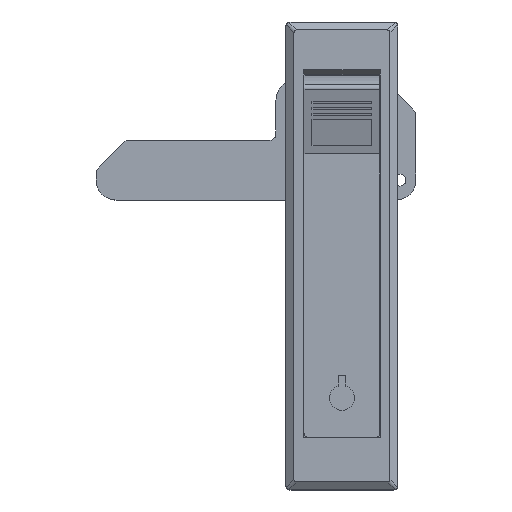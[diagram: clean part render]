
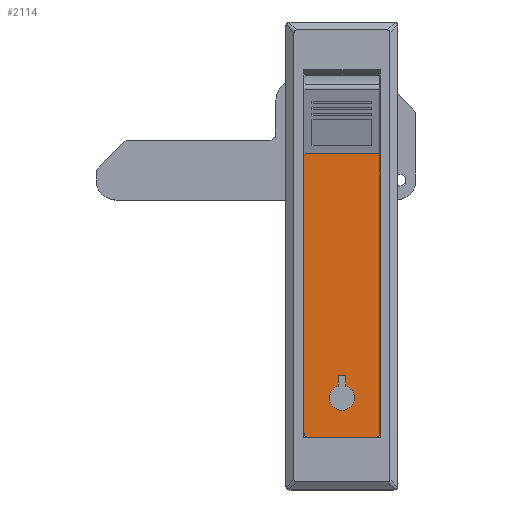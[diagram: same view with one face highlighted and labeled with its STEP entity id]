
A CAD part, top view. The second image highlights one B-rep face of the part: STEP entity #2114.
In plain terms, the highlighted face is planar.
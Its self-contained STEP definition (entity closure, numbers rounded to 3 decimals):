
#325 = CARTESIAN_POINT ( 'NONE',  ( -5.5, -70.8, 8.5 ) ) ;
#329 = LINE ( 'NONE', #330, #1044 ) ;
#330 = CARTESIAN_POINT ( 'NONE',  ( -5.5, -71.8, 9.5 ) ) ;
#331 = DIRECTION ( 'NONE',  ( 0., -1., 0. ) ) ;
#332 = DIRECTION ( 'NONE',  ( -1., 0., 0. ) ) ;
#333 = DIRECTION ( 'NONE',  ( 0., 0., 1. ) ) ;
#334 = CARTESIAN_POINT ( 'NONE',  ( -5.5, -70.8, -8.5 ) ) ;
#335 = DIRECTION ( 'NONE',  ( -1., 0., 0. ) ) ;
#336 = DIRECTION ( 'NONE',  ( 0., 0., 1. ) ) ;
#337 = CARTESIAN_POINT ( 'NONE',  ( -5.5, -62., 0. ) ) ;
#338 = LINE ( 'NONE', #339, #1045 ) ;
#339 = CARTESIAN_POINT ( 'NONE',  ( -5.5, -56.4, 0.9 ) ) ;
#340 = DIRECTION ( 'NONE',  ( 0., 1., 0. ) ) ;
#341 = LINE ( 'NONE', #342, #1047 ) ;
#342 = CARTESIAN_POINT ( 'NONE',  ( -5.5, -56.4, -0.9 ) ) ;
#343 = DIRECTION ( 'NONE',  ( 0., 0., -1. ) ) ;
#344 = DIRECTION ( 'NONE',  ( -1., 0., 0. ) ) ;
#345 = DIRECTION ( 'NONE',  ( 0., -1., 0. ) ) ;
#346 = LINE ( 'NONE', #347, #1048 ) ;
#347 = CARTESIAN_POINT ( 'NONE',  ( -5.5, -59.034, -0.9 ) ) ;
#348 = DIRECTION ( 'NONE',  ( 0., -1., 0. ) ) ;
#364 = LINE ( 'NONE', #365, #1054 ) ;
#365 = CARTESIAN_POINT ( 'NONE',  ( -5.5, -71.8, -9.5 ) ) ;
#366 = DIRECTION ( 'NONE',  ( 0., 0., 1. ) ) ;
#506 = LINE ( 'NONE', #507, #1705 ) ;
#507 = CARTESIAN_POINT ( 'NONE',  ( -5.5, -1., -9.5 ) ) ;
#508 = DIRECTION ( 'NONE',  ( 0., 0., 1. ) ) ;
#740 = AXIS2_PLACEMENT_3D ( 'NONE', #9318, #9325, #9326 ) ;
#1038 = AXIS2_PLACEMENT_3D ( 'NONE', #334, #335, #336 ) ;
#1042 = AXIS2_PLACEMENT_3D ( 'NONE', #325, #332, #333 ) ;
#1044 = VECTOR ( 'NONE', #331, 1000. ) ;
#1045 = VECTOR ( 'NONE', #340, 1000. ) ;
#1046 = AXIS2_PLACEMENT_3D ( 'NONE', #337, #344, #345 ) ;
#1047 = VECTOR ( 'NONE', #343, 1000. ) ;
#1048 = VECTOR ( 'NONE', #348, 1000. ) ;
#1054 = VECTOR ( 'NONE', #366, 1000. ) ;
#1705 = VECTOR ( 'NONE', #508, 1000. ) ;
#2114 = ADVANCED_FACE ( 'NONE', ( #5320, #5323 ), #7166, .T. ) ;
#2217 = EDGE_CURVE ( 'NONE', #9742, #10020, #8499, .T. ) ;
#2508 = EDGE_CURVE ( 'NONE', #9823, #9815, #6484, .T. ) ;
#2638 = EDGE_CURVE ( 'NONE', #9997, #9766, #329, .T. ) ;
#2639 = EDGE_CURVE ( 'NONE', #9632, #9766, #6493, .T. ) ;
#2640 = EDGE_CURVE ( 'NONE', #10020, #9636, #6497, .T. ) ;
#2641 = EDGE_CURVE ( 'NONE', #9815, #9673, #338, .T. ) ;
#2642 = EDGE_CURVE ( 'NONE', #9673, #9645, #341, .T. ) ;
#2643 = EDGE_CURVE ( 'NONE', #9640, #9823, #6498, .T. ) ;
#2644 = EDGE_CURVE ( 'NONE', #9645, #9640, #346, .T. ) ;
#2650 = EDGE_CURVE ( 'NONE', #9636, #9632, #364, .T. ) ;
#2693 = EDGE_CURVE ( 'NONE', #9742, #9997, #506, .T. ) ;
#4399 = CARTESIAN_POINT ( 'NONE',  ( -5.5, -71.8, 8.5 ) ) ;
#4403 = CARTESIAN_POINT ( 'NONE',  ( -5.5, -71.8, -8.5 ) ) ;
#4407 = CARTESIAN_POINT ( 'NONE',  ( -5.5, -59.034, -0.9 ) ) ;
#4412 = CARTESIAN_POINT ( 'NONE',  ( -5.5, -56.4, -0.9 ) ) ;
#4431 = CARTESIAN_POINT ( 'NONE',  ( -5.5, -56.4, 0.9 ) ) ;
#4496 = CARTESIAN_POINT ( 'NONE',  ( -5.5, -1., -9.5 ) ) ;
#4519 = CARTESIAN_POINT ( 'NONE',  ( -5.5, -70.8, 9.5 ) ) ;
#4568 = CARTESIAN_POINT ( 'NONE',  ( -5.5, -59.034, 0.9 ) ) ;
#4576 = CARTESIAN_POINT ( 'NONE',  ( -5.5, -65.1, 0. ) ) ;
#4750 = CARTESIAN_POINT ( 'NONE',  ( -5.5, -1., 9.5 ) ) ;
#4773 = CARTESIAN_POINT ( 'NONE',  ( -5.5, -70.8, -9.5 ) ) ;
#5320 = FACE_BOUND ( 'NONE', #5766, .T. ) ;
#5323 = FACE_OUTER_BOUND ( 'NONE', #5753, .T. ) ;
#5326 = AXIS2_PLACEMENT_3D ( 'NONE', #7167, #7168, #7169 ) ;
#5491 = VECTOR ( 'NONE', #8501, 1000. ) ;
#5753 = EDGE_LOOP ( 'NONE', ( #10188, #10187, #10189, #10186, #10184, #10185 ) ) ;
#5766 = EDGE_LOOP ( 'NONE', ( #10194, #10192, #10193, #10191, #10190 ) ) ;
#6484 = CIRCLE ( 'NONE', #740, 3.1 ) ;
#6493 = CIRCLE ( 'NONE', #1042, 1. ) ;
#6497 = CIRCLE ( 'NONE', #1038, 1. ) ;
#6498 = CIRCLE ( 'NONE', #1046, 3.1 ) ;
#7166 = PLANE ( 'NONE',  #5326 ) ;
#7167 = CARTESIAN_POINT ( 'NONE',  ( -5.5, -71.8, -9.5 ) ) ;
#7168 = DIRECTION ( 'NONE',  ( -1., 0., 0. ) ) ;
#7169 = DIRECTION ( 'NONE',  ( 0., 0., 1. ) ) ;
#8499 = LINE ( 'NONE', #8500, #5491 ) ;
#8500 = CARTESIAN_POINT ( 'NONE',  ( -5.5, -71.8, -9.5 ) ) ;
#8501 = DIRECTION ( 'NONE',  ( 0., -1., 0. ) ) ;
#9318 = CARTESIAN_POINT ( 'NONE',  ( -5.5, -62., 0. ) ) ;
#9325 = DIRECTION ( 'NONE',  ( -1., 0., 0. ) ) ;
#9326 = DIRECTION ( 'NONE',  ( 0., -1., 0. ) ) ;
#9632 = VERTEX_POINT ( 'NONE', #4399 ) ;
#9636 = VERTEX_POINT ( 'NONE', #4403 ) ;
#9640 = VERTEX_POINT ( 'NONE', #4407 ) ;
#9645 = VERTEX_POINT ( 'NONE', #4412 ) ;
#9673 = VERTEX_POINT ( 'NONE', #4431 ) ;
#9742 = VERTEX_POINT ( 'NONE', #4496 ) ;
#9766 = VERTEX_POINT ( 'NONE', #4519 ) ;
#9815 = VERTEX_POINT ( 'NONE', #4568 ) ;
#9823 = VERTEX_POINT ( 'NONE', #4576 ) ;
#9997 = VERTEX_POINT ( 'NONE', #4750 ) ;
#10020 = VERTEX_POINT ( 'NONE', #4773 ) ;
#10184 = ORIENTED_EDGE ( 'NONE', *, *, #2638, .F. ) ;
#10185 = ORIENTED_EDGE ( 'NONE', *, *, #2693, .F. ) ;
#10186 = ORIENTED_EDGE ( 'NONE', *, *, #2639, .T. ) ;
#10187 = ORIENTED_EDGE ( 'NONE', *, *, #2640, .T. ) ;
#10188 = ORIENTED_EDGE ( 'NONE', *, *, #2217, .T. ) ;
#10189 = ORIENTED_EDGE ( 'NONE', *, *, #2650, .T. ) ;
#10190 = ORIENTED_EDGE ( 'NONE', *, *, #2508, .F. ) ;
#10191 = ORIENTED_EDGE ( 'NONE', *, *, #2641, .F. ) ;
#10192 = ORIENTED_EDGE ( 'NONE', *, *, #2644, .F. ) ;
#10193 = ORIENTED_EDGE ( 'NONE', *, *, #2642, .F. ) ;
#10194 = ORIENTED_EDGE ( 'NONE', *, *, #2643, .F. ) ;
